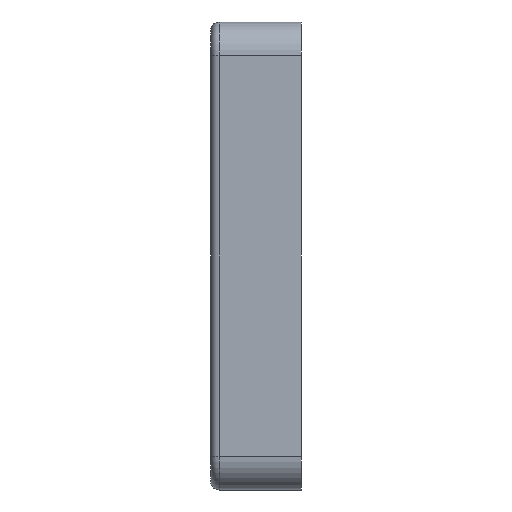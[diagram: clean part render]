
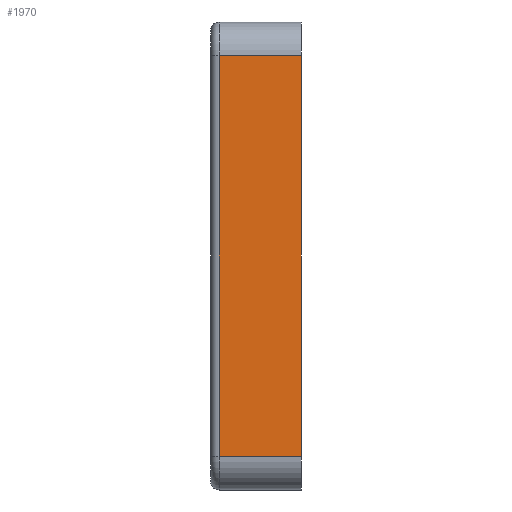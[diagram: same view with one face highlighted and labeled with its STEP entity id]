
A CAD part, left-side view. The second image highlights one B-rep face of the part: STEP entity #1970.
In plain terms, the highlighted planar face has unit normal (-1, 0, 0).
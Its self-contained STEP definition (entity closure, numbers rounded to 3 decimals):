
#112=FACE_OUTER_BOUND('',#237,.T.);
#237=EDGE_LOOP('',(#1459,#1460,#1461,#1462));
#392=LINE('',#3212,#560);
#397=LINE('',#3242,#565);
#399=LINE('',#3248,#567);
#400=LINE('',#3249,#568);
#560=VECTOR('',#2519,10.);
#565=VECTOR('',#2556,10.);
#567=VECTOR('',#2562,7.);
#568=VECTOR('',#2563,10.);
#891=VERTEX_POINT('',#3202);
#893=VERTEX_POINT('',#3208);
#903=VERTEX_POINT('',#3241);
#905=VERTEX_POINT('',#3247);
#1102=EDGE_CURVE('',#891,#893,#392,.T.);
#1117=EDGE_CURVE('',#903,#893,#397,.T.);
#1120=EDGE_CURVE('',#905,#891,#399,.T.);
#1121=EDGE_CURVE('',#903,#905,#400,.F.);
#1459=ORIENTED_EDGE('',*,*,#1102,.F.);
#1460=ORIENTED_EDGE('',*,*,#1120,.F.);
#1461=ORIENTED_EDGE('',*,*,#1121,.F.);
#1462=ORIENTED_EDGE('',*,*,#1117,.T.);
#1904=PLANE('',#2162);
#1970=ADVANCED_FACE('',(#112),#1904,.T.);
#2162=AXIS2_PLACEMENT_3D('',#3246,#2560,#2561);
#2519=DIRECTION('',(0.,0.,1.));
#2556=DIRECTION('',(0.,1.,0.));
#2560=DIRECTION('center_axis',(-1.,0.,0.));
#2561=DIRECTION('ref_axis',(0.,0.,1.));
#2562=DIRECTION('',(0.,1.,0.));
#2563=DIRECTION('',(0.,0.,1.));
#3202=CARTESIAN_POINT('',(-17.525,17.,-85.725));
#3208=CARTESIAN_POINT('',(-17.525,17.,9.525));
#3212=CARTESIAN_POINT('',(-17.525,17.,-61.913));
#3241=CARTESIAN_POINT('',(-17.525,-2.5,9.525));
#3242=CARTESIAN_POINT('',(-17.525,0.,9.525));
#3246=CARTESIAN_POINT('Origin',(-17.525,0.,-85.725));
#3247=CARTESIAN_POINT('',(-17.525,-2.5,-85.725));
#3248=CARTESIAN_POINT('',(-17.525,0.,-85.725));
#3249=CARTESIAN_POINT('',(-17.525,-2.5,-61.913));
